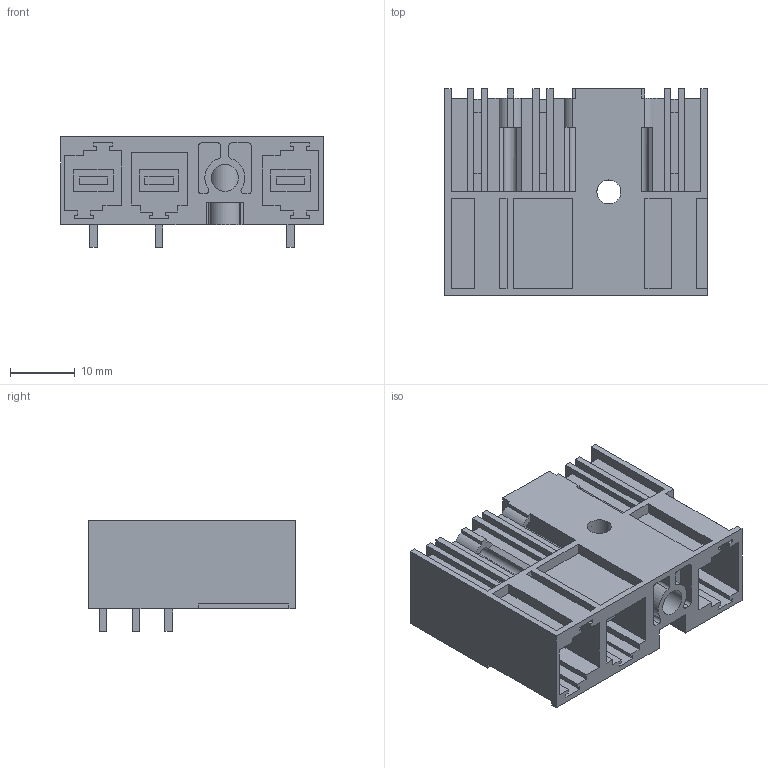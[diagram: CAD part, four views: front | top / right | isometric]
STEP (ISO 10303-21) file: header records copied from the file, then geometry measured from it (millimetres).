
FILE_DESCRIPTION(('CATIA V5 STEP Exchange','CAx-IF Rec.Pracs.--- Model Styling and Organization---1.4--- 2014-01-23'),'2;1');
FILE_NAME ('D1554758_0_2580830000_2580830000.stp','2022-12-14T13:36:23+00:00',('none'),('Weidmueller'),'CATIA Version 5-6 Release 2016 SP3 HF44','CATIA V5 STEP AP214','none');
FILE_SCHEMA(('AUTOMOTIVE_DESIGN { 1 0 10303 214 1 1 1 1 }'));
Length unit declared in the file: millimetre
Products named in the file (1): 2580830000
Bounding box: 40.64 x 32 x 17.1 mm (x, y, z)
Volume: 9582.9 mm3; surface area: 12155.7 mm2
Topology: 4 solids, 4 shells, 445 faces, 1286 edges, 858 vertices
Faces by surface type: plane 398, cylinder 47
Entity records: 13788 total; most frequent: ORIENTED_EDGE 2572, CARTESIAN_POINT 2557, DIRECTION 1900, EDGE_CURVE 1286, VECTOR 1188, LINE 1188, VERTEX_POINT 858, EDGE_LOOP 470
